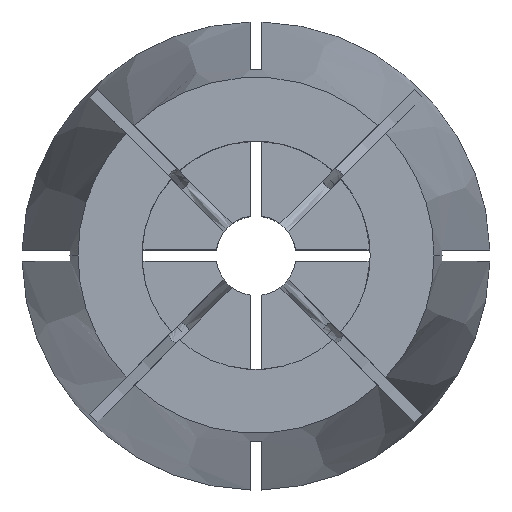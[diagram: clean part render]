
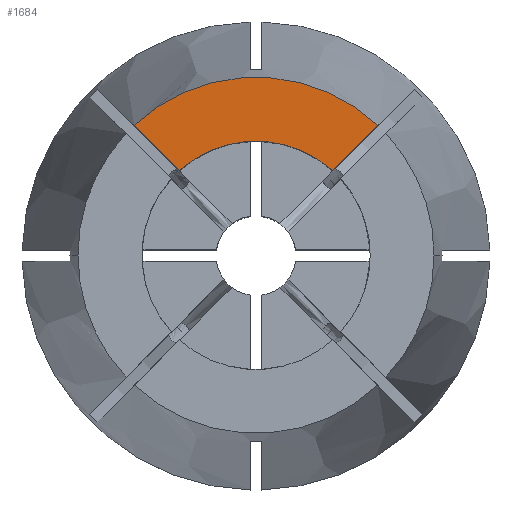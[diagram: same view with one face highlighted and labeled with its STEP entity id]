
A CAD part, top view. The second image highlights one B-rep face of the part: STEP entity #1684.
In plain terms, the highlighted planar face has unit normal (0, 0, 1).
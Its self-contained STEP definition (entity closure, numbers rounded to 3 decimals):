
#74 = DIRECTION ( 'NONE',  ( 1., 0., 0. ) ) ;
#121 = CARTESIAN_POINT ( 'NONE',  ( 0., 0., 0. ) ) ;
#134 = EDGE_CURVE ( 'NONE', #137, #1569, #2402, .T. ) ;
#137 = VERTEX_POINT ( 'NONE', #950 ) ;
#237 = ORIENTED_EDGE ( 'NONE', *, *, #1636, .F. ) ;
#250 = EDGE_CURVE ( 'NONE', #1569, #2697, #3417, .T. ) ;
#264 = CARTESIAN_POINT ( 'NONE',  ( 0.354, 0.354, 0. ) ) ;
#332 = EDGE_CURVE ( 'NONE', #1454, #137, #1429, .T. ) ;
#599 = ORIENTED_EDGE ( 'NONE', *, *, #134, .T. ) ;
#690 = CIRCLE ( 'NONE', #3397, 10. ) ;
#710 = ORIENTED_EDGE ( 'NONE', *, *, #250, .T. ) ;
#936 = DIRECTION ( 'NONE',  ( 1., 0., 0. ) ) ;
#950 = CARTESIAN_POINT ( 'NONE',  ( 10.668, 11.376, 0. ) ) ;
#951 = CARTESIAN_POINT ( 'NONE',  ( -0.354, 0.354, 0. ) ) ;
#1010 = CARTESIAN_POINT ( 'NONE',  ( -6.709, 7.416, 0. ) ) ;
#1125 = DIRECTION ( 'NONE',  ( 0., 0., 1. ) ) ;
#1151 = ORIENTED_EDGE ( 'NONE', *, *, #332, .T. ) ;
#1429 = LINE ( 'NONE', #951, #2862 ) ;
#1454 = VERTEX_POINT ( 'NONE', #2045 ) ;
#1478 = DIRECTION ( 'NONE',  ( 0., 0., -1. ) ) ;
#1489 = CARTESIAN_POINT ( 'NONE',  ( 0., 0., 0. ) ) ;
#1569 = VERTEX_POINT ( 'NONE', #1795 ) ;
#1601 = DIRECTION ( 'NONE',  ( 0.707, 0.707, 0. ) ) ;
#1636 = EDGE_CURVE ( 'NONE', #1454, #2697, #690, .T. ) ;
#1684 = ADVANCED_FACE ( 'NONE', ( #2766 ), #2751, .F. ) ;
#1795 = CARTESIAN_POINT ( 'NONE',  ( -10.668, 11.376, 0. ) ) ;
#1821 = AXIS2_PLACEMENT_3D ( 'NONE', #121, #1478, #2819 ) ;
#1945 = DIRECTION ( 'NONE',  ( 0., 0., 1. ) ) ;
#2045 = CARTESIAN_POINT ( 'NONE',  ( 6.709, 7.416, 0. ) ) ;
#2402 = CIRCLE ( 'NONE', #2459, 15.595 ) ;
#2412 = EDGE_LOOP ( 'NONE', ( #237, #1151, #599, #710 ) ) ;
#2459 = AXIS2_PLACEMENT_3D ( 'NONE', #1489, #1125, #74 ) ;
#2697 = VERTEX_POINT ( 'NONE', #1010 ) ;
#2751 = PLANE ( 'NONE',  #1821 ) ;
#2766 = FACE_OUTER_BOUND ( 'NONE', #2412, .T. ) ;
#2819 = DIRECTION ( 'NONE',  ( -1., 0., 0. ) ) ;
#2862 = VECTOR ( 'NONE', #1601, 1000. ) ;
#3030 = VECTOR ( 'NONE', #3091, 1000. ) ;
#3074 = CARTESIAN_POINT ( 'NONE',  ( 0., 0., 0. ) ) ;
#3091 = DIRECTION ( 'NONE',  ( 0.707, -0.707, 0. ) ) ;
#3397 = AXIS2_PLACEMENT_3D ( 'NONE', #3074, #1945, #936 ) ;
#3417 = LINE ( 'NONE', #264, #3030 ) ;
